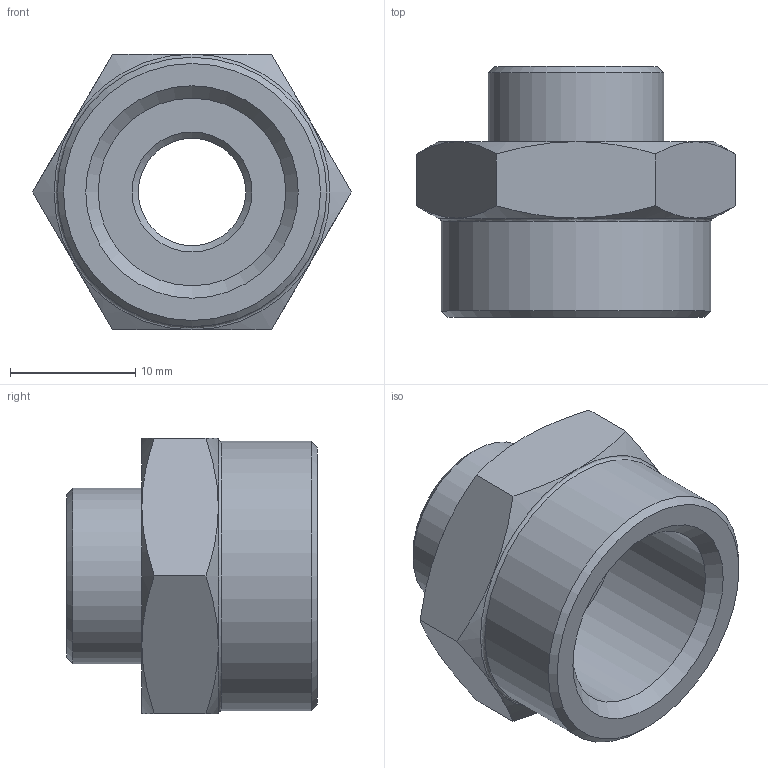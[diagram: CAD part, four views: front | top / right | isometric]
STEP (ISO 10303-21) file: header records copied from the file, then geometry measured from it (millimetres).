
FILE_DESCRIPTION((''),'2;1');
FILE_NAME('Reduziermuffe G3_8i auf G1_8i für Schlauch aØ8mm 27.005.081.stp','2012-07-26T10:45:33',('002164'),(''),'Autodesk Inventor 2010','Autodesk Inventor 2010','');
FILE_SCHEMA(('AUTOMOTIVE_DESIGN { 1 0 10303 214 1 1 1 1 }'));
Length unit declared in the file: millimetre
Products named in the file (1): anrds12a
Bounding box: 25.4 x 20 x 22 mm (x, y, z)
Volume: 3831.6 mm3; surface area: 2623.1 mm2
Topology: 1 solids, 1 shells, 32 faces, 66 edges, 38 vertices
Faces by surface type: cone 17, plane 10, cylinder 4, bspline 1
Full cylindrical faces by diameter (mm): 8.566 x1, 14 x1, 14.95 x1, 21.5 x1
Entity records: 818 total; most frequent: CARTESIAN_POINT 217, DIRECTION 120, ORIENTED_EDGE 110, AXIS2_PLACEMENT_3D 57, EDGE_CURVE 55, EDGE_LOOP 46, VERTEX_POINT 37, FACE_OUTER_BOUND 32
